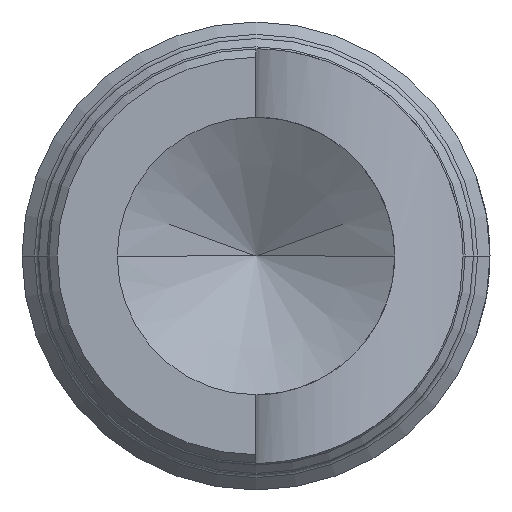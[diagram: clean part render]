
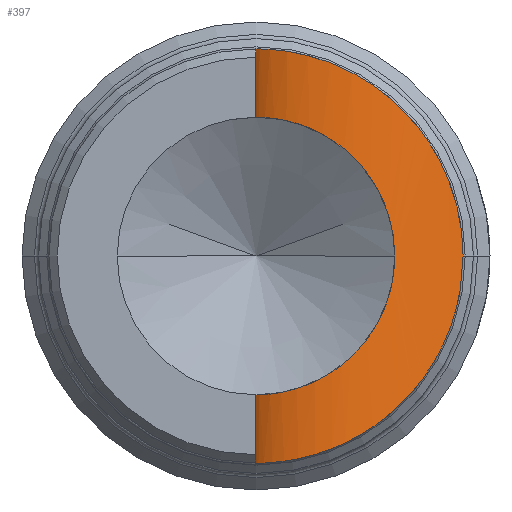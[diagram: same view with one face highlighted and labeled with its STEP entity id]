
A CAD part, front view. The second image highlights one B-rep face of the part: STEP entity #397.
In plain terms, the highlighted cylindrical face has radius 1.587 mm (diameter 3.175 mm), a partial arc.
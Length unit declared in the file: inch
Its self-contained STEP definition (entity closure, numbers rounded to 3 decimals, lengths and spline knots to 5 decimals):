
#71 = VERTEX_POINT ( 'NONE', #1466 ) ;
#113 = EDGE_CURVE ( 'NONE', #167, #178, #3038, .T. ) ;
#167 = VERTEX_POINT ( 'NONE', #1810 ) ;
#178 = VERTEX_POINT ( 'NONE', #1791 ) ;
#188 = EDGE_CURVE ( 'NONE', #71, #189, #1838, .T. ) ;
#189 = VERTEX_POINT ( 'NONE', #1832 ) ;
#247 = VERTEX_POINT ( 'NONE', #2041 ) ;
#283 = EDGE_CURVE ( 'NONE', #402, #71, #2253, .T. ) ;
#376 = EDGE_CURVE ( 'NONE', #247, #167, #2504, .T. ) ;
#397 = ADVANCED_FACE ( 'NONE', ( #2525 ), #2648, .F. ) ;
#398 = EDGE_LOOP ( 'NONE', ( #399, #401, #432, #433, #435, #436 ) ) ;
#399 = ORIENTED_EDGE ( 'NONE', *, *, #400, .F. ) ;
#400 = EDGE_CURVE ( 'NONE', #189, #247, #2646, .T. ) ;
#401 = ORIENTED_EDGE ( 'NONE', *, *, #188, .F. ) ;
#402 = VERTEX_POINT ( 'NONE', #2601 ) ;
#432 = ORIENTED_EDGE ( 'NONE', *, *, #283, .F. ) ;
#433 = ORIENTED_EDGE ( 'NONE', *, *, #434, .F. ) ;
#434 = EDGE_CURVE ( 'NONE', #178, #402, #2581, .T. ) ;
#435 = ORIENTED_EDGE ( 'NONE', *, *, #113, .F. ) ;
#436 = ORIENTED_EDGE ( 'NONE', *, *, #376, .F. ) ;
#1466 = CARTESIAN_POINT ( 'NONE',  ( 0.0335, -0.38674, 0. ) ) ;
#1791 = CARTESIAN_POINT ( 'NONE',  ( 0., -0.4421, -0.05 ) ) ;
#1810 = CARTESIAN_POINT ( 'NONE',  ( 0.05, -0.38086, 0. ) ) ;
#1826 = CARTESIAN_POINT ( 'NONE',  ( 0.00125, -0.4278, 0.03356 ) ) ;
#1827 = CARTESIAN_POINT ( 'NONE',  ( 0.006, -0.41446, 0.03304 ) ) ;
#1828 = CARTESIAN_POINT ( 'NONE',  ( 0.0096, -0.40813, 0.03244 ) ) ;
#1829 = CARTESIAN_POINT ( 'NONE',  ( 0.01603, -0.40016, 0.02951 ) ) ;
#1830 = CARTESIAN_POINT ( 'NONE',  ( 0., -0.4421, 0.0335 ) ) ;
#1831 = CARTESIAN_POINT ( 'NONE',  ( 0., -0.43493, 0.0335 ) ) ;
#1832 = CARTESIAN_POINT ( 'NONE',  ( 0., -0.4421, 0.0335 ) ) ;
#1833 = CARTESIAN_POINT ( 'NONE',  ( 0.03291, -0.38703, 0.00715 ) ) ;
#1834 = CARTESIAN_POINT ( 'NONE',  ( 0.02522, -0.39188, 0.0223 ) ) ;
#1835 = CARTESIAN_POINT ( 'NONE',  ( 0.02909, -0.38923, 0.01694 ) ) ;
#1836 = CARTESIAN_POINT ( 'NONE',  ( 0.03072, -0.38827, 0.01382 ) ) ;
#1838 = B_SPLINE_CURVE_WITH_KNOTS ( 'NONE', 3,
 ( #1850, #1863, #1833, #1836, #1835, #1834, #1840, #1839, #1829, #1828, #1827, #1826, #1831, #1830 ),
 .UNSPECIFIED., .F., .F.,
 ( 4, 2, 2, 2, 2, 2, 4 ),
 ( 0.00216, 0.00242, 0.00269, 0.00296, 0.00323, 0.00377, 0.00431 ),
 .UNSPECIFIED. ) ;
#1839 = CARTESIAN_POINT ( 'NONE',  ( 0.01838, -0.39773, 0.02816 ) ) ;
#1840 = CARTESIAN_POINT ( 'NONE',  ( 0.02295, -0.39361, 0.02458 ) ) ;
#1850 = CARTESIAN_POINT ( 'NONE',  ( 0.0335, -0.38674, 0. ) ) ;
#1863 = CARTESIAN_POINT ( 'NONE',  ( 0.0335, -0.38674, 0.00357 ) ) ;
#2041 = CARTESIAN_POINT ( 'NONE',  ( 0., -0.4421, 0.05 ) ) ;
#2159 = CARTESIAN_POINT ( 'NONE',  ( 0.00972, -0.40844, -0.03211 ) ) ;
#2160 = CARTESIAN_POINT ( 'NONE',  ( 0.00627, -0.41459, -0.03296 ) ) ;
#2161 = CARTESIAN_POINT ( 'NONE',  ( 0.0048, -0.41781, -0.03318 ) ) ;
#2162 = CARTESIAN_POINT ( 'NONE',  ( 0.0012, -0.42794, -0.03357 ) ) ;
#2163 = CARTESIAN_POINT ( 'NONE',  ( 0., -0.43493, -0.0335 ) ) ;
#2164 = CARTESIAN_POINT ( 'NONE',  ( 0., -0.4421, -0.0335 ) ) ;
#2199 = CARTESIAN_POINT ( 'NONE',  ( 0.0335, -0.38674, 0. ) ) ;
#2200 = CARTESIAN_POINT ( 'NONE',  ( 0.0335, -0.38674, -0.00357 ) ) ;
#2201 = CARTESIAN_POINT ( 'NONE',  ( 0.03292, -0.38703, -0.00715 ) ) ;
#2202 = CARTESIAN_POINT ( 'NONE',  ( 0.03071, -0.38827, -0.01384 ) ) ;
#2203 = CARTESIAN_POINT ( 'NONE',  ( 0.02909, -0.38923, -0.01694 ) ) ;
#2204 = CARTESIAN_POINT ( 'NONE',  ( 0.0252, -0.39189, -0.02232 ) ) ;
#2205 = CARTESIAN_POINT ( 'NONE',  ( 0.02295, -0.39361, -0.02458 ) ) ;
#2206 = CARTESIAN_POINT ( 'NONE',  ( 0.01836, -0.39775, -0.02817 ) ) ;
#2207 = CARTESIAN_POINT ( 'NONE',  ( 0.01603, -0.40017, -0.02951 ) ) ;
#2208 = CARTESIAN_POINT ( 'NONE',  ( 0.01173, -0.40549, -0.03147 ) ) ;
#2253 = B_SPLINE_CURVE_WITH_KNOTS ( 'NONE', 3,
 ( #2164, #2163, #2162, #2161, #2160, #2159, #2208, #2207, #2206, #2205, #2204, #2203, #2202, #2201, #2200, #2199 ),
 .UNSPECIFIED., .F., .F.,
 ( 4, 2, 2, 2, 2, 2, 2, 4 ),
 ( 0., 0.00054, 0.00081, 0.00108, 0.00135, 0.00162, 0.00189, 0.00216 ),
 .UNSPECIFIED. ) ;
#2458 = CARTESIAN_POINT ( 'NONE',  ( 0.05, -0.38086, 0. ) ) ;
#2459 = CARTESIAN_POINT ( 'NONE',  ( 0.05, -0.38086, 0.00941 ) ) ;
#2460 = CARTESIAN_POINT ( 'NONE',  ( 0.04722, -0.38127, 0.0189 ) ) ;
#2461 = CARTESIAN_POINT ( 'NONE',  ( 0.03976, -0.38383, 0.03067 ) ) ;
#2462 = CARTESIAN_POINT ( 'NONE',  ( 0.03674, -0.38504, 0.0342 ) ) ;
#2463 = CARTESIAN_POINT ( 'NONE',  ( 0.03021, -0.38846, 0.04008 ) ) ;
#2504 = B_SPLINE_CURVE_WITH_KNOTS ( 'NONE', 3,
 ( #2558, #2557, #2556, #2555, #2515, #2514, #2513, #2512, #2463, #2462, #2461, #2460, #2459, #2458 ),
 .UNSPECIFIED., .F., .F.,
 ( 4, 2, 2, 2, 2, 2, 4 ),
 ( 0., 0.00036, 0.00071, 0.00143, 0.00178, 0.00214, 0.00285 ),
 .UNSPECIFIED. ) ;
#2512 = CARTESIAN_POINT ( 'NONE',  ( 0.02673, -0.39066, 0.04243 ) ) ;
#2513 = CARTESIAN_POINT ( 'NONE',  ( 0.01647, -0.39892, 0.04784 ) ) ;
#2514 = CARTESIAN_POINT ( 'NONE',  ( 0.01035, -0.4064, 0.04909 ) ) ;
#2515 = CARTESIAN_POINT ( 'NONE',  ( 0.00423, -0.41903, 0.04986 ) ) ;
#2525 = FACE_OUTER_BOUND ( 'NONE', #398, .T. ) ;
#2555 = CARTESIAN_POINT ( 'NONE',  ( 0.00263, -0.42355, 0.04994 ) ) ;
#2556 = CARTESIAN_POINT ( 'NONE',  ( 0.00053, -0.43269, 0.05001 ) ) ;
#2557 = CARTESIAN_POINT ( 'NONE',  ( 0., -0.43735, 0.05 ) ) ;
#2558 = CARTESIAN_POINT ( 'NONE',  ( 0., -0.4421, 0.05 ) ) ;
#2578 = DIRECTION ( 'NONE',  ( 0., 0., 1. ) ) ;
#2579 = VECTOR ( 'NONE', #2578, 39.37008 ) ;
#2580 = CARTESIAN_POINT ( 'NONE',  ( 0., -0.4421, -0.05 ) ) ;
#2581 = LINE ( 'NONE', #2580, #2579 ) ;
#2597 = DIRECTION ( 'NONE',  ( 0., 0., 1. ) ) ;
#2598 = AXIS2_PLACEMENT_3D ( 'NONE', #2647, #2597, #2707 ) ;
#2601 = CARTESIAN_POINT ( 'NONE',  ( 0., -0.4421, -0.0335 ) ) ;
#2643 = DIRECTION ( 'NONE',  ( 0., 0., 1. ) ) ;
#2644 = VECTOR ( 'NONE', #2643, 39.37008 ) ;
#2645 = CARTESIAN_POINT ( 'NONE',  ( 0., -0.4421, -0.05 ) ) ;
#2646 = LINE ( 'NONE', #2645, #2644 ) ;
#2647 = CARTESIAN_POINT ( 'NONE',  ( 0.0625, -0.4421, -0.05 ) ) ;
#2648 = CYLINDRICAL_SURFACE ( 'NONE', #2598, 0.0625 ) ;
#2707 = DIRECTION ( 'NONE',  ( 1., 0., 0. ) ) ;
#3033 = CARTESIAN_POINT ( 'NONE',  ( 0., -0.4421, -0.05 ) ) ;
#3034 = CARTESIAN_POINT ( 'NONE',  ( 0., -0.43261, -0.05 ) ) ;
#3035 = CARTESIAN_POINT ( 'NONE',  ( 0.00217, -0.42325, -0.05013 ) ) ;
#3036 = CARTESIAN_POINT ( 'NONE',  ( 0.00837, -0.4105, -0.04934 ) ) ;
#3038 = B_SPLINE_CURVE_WITH_KNOTS ( 'NONE', 3,
 ( #3106, #3054, #3053, #3052, #3077, #3076, #3075, #3074, #3043, #3042, #3041, #3040, #3036, #3035, #3034, #3033 ),
 .UNSPECIFIED., .F., .F.,
 ( 4, 2, 2, 2, 2, 2, 2, 4 ),
 ( 0.00285, 0.00321, 0.00357, 0.00392, 0.00428, 0.00463, 0.00499, 0.0057 ),
 .UNSPECIFIED. ) ;
#3040 = CARTESIAN_POINT ( 'NONE',  ( 0.0109, -0.40653, -0.04889 ) ) ;
#3041 = CARTESIAN_POINT ( 'NONE',  ( 0.01673, -0.39929, -0.04722 ) ) ;
#3042 = CARTESIAN_POINT ( 'NONE',  ( 0.02001, -0.39606, -0.04598 ) ) ;
#3043 = CARTESIAN_POINT ( 'NONE',  ( 0.02681, -0.3906, -0.04238 ) ) ;
#3052 = CARTESIAN_POINT ( 'NONE',  ( 0.04672, -0.38161, -0.01842 ) ) ;
#3053 = CARTESIAN_POINT ( 'NONE',  ( 0.04932, -0.38099, -0.00945 ) ) ;
#3054 = CARTESIAN_POINT ( 'NONE',  ( 0.05, -0.38086, -0.00469 ) ) ;
#3074 = CARTESIAN_POINT ( 'NONE',  ( 0.03032, -0.3884, -0.04 ) ) ;
#3075 = CARTESIAN_POINT ( 'NONE',  ( 0.03682, -0.385, -0.03412 ) ) ;
#3076 = CARTESIAN_POINT ( 'NONE',  ( 0.03983, -0.3838, -0.03058 ) ) ;
#3077 = CARTESIAN_POINT ( 'NONE',  ( 0.04474, -0.38212, -0.02279 ) ) ;
#3106 = CARTESIAN_POINT ( 'NONE',  ( 0.05, -0.38086, 0. ) ) ;
